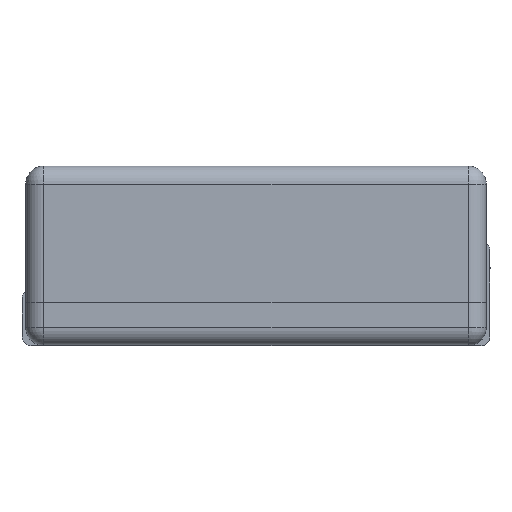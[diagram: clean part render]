
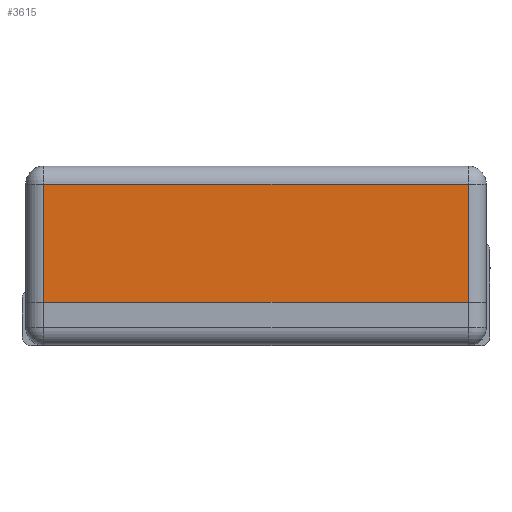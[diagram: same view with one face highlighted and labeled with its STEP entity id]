
A CAD part, front view. The second image highlights one B-rep face of the part: STEP entity #3615.
In plain terms, the highlighted planar face has unit normal (0, -1, 0).
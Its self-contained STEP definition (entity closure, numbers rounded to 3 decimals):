
#168=PLANE('',#3832);
#448=LINE('',#5792,#704);
#459=LINE('',#5818,#715);
#460=LINE('',#5820,#716);
#461=LINE('',#5822,#717);
#704=VECTOR('',#4322,1000.);
#715=VECTOR('',#4341,1000.);
#716=VECTOR('',#4342,1000.);
#717=VECTOR('',#4343,1000.);
#1274=ORIENTED_EDGE('',*,*,#1866,.T.);
#1275=ORIENTED_EDGE('',*,*,#1879,.T.);
#1276=ORIENTED_EDGE('',*,*,#1880,.T.);
#1277=ORIENTED_EDGE('',*,*,#1881,.T.);
#1866=EDGE_CURVE('',#2193,#2192,#448,.T.);
#1879=EDGE_CURVE('',#2192,#2204,#459,.T.);
#1880=EDGE_CURVE('',#2204,#2205,#460,.F.);
#1881=EDGE_CURVE('',#2205,#2193,#461,.F.);
#2192=VERTEX_POINT('',#5791);
#2193=VERTEX_POINT('',#5793);
#2204=VERTEX_POINT('',#5819);
#2205=VERTEX_POINT('',#5821);
#2368=EDGE_LOOP('',(#1274,#1275,#1276,#1277));
#2538=FACE_BOUND('',#2368,.T.);
#3615=ADVANCED_FACE('',(#2538),#168,.T.);
#3832=AXIS2_PLACEMENT_3D('',#5817,#4339,#4340);
#4322=DIRECTION('',(1.,0.,0.));
#4339=DIRECTION('',(0.,-1.,0.));
#4340=DIRECTION('',(1.,0.,0.));
#4341=DIRECTION('',(0.,0.,1.));
#4342=DIRECTION('',(1.,0.,0.));
#4343=DIRECTION('',(0.,0.,1.));
#5791=CARTESIAN_POINT('',(5.9,-6.4,-3.79));
#5792=CARTESIAN_POINT('',(-6.4,-6.4,-3.79));
#5793=CARTESIAN_POINT('',(-5.9,-6.4,-3.79));
#5817=CARTESIAN_POINT('',(-6.4,-6.4,-3.79));
#5818=CARTESIAN_POINT('',(5.9,-6.4,-3.79));
#5819=CARTESIAN_POINT('',(5.9,-6.4,-0.5));
#5820=CARTESIAN_POINT('',(-6.4,-6.4,-0.5));
#5821=CARTESIAN_POINT('',(-5.9,-6.4,-0.5));
#5822=CARTESIAN_POINT('',(-5.9,-6.4,-3.79));
